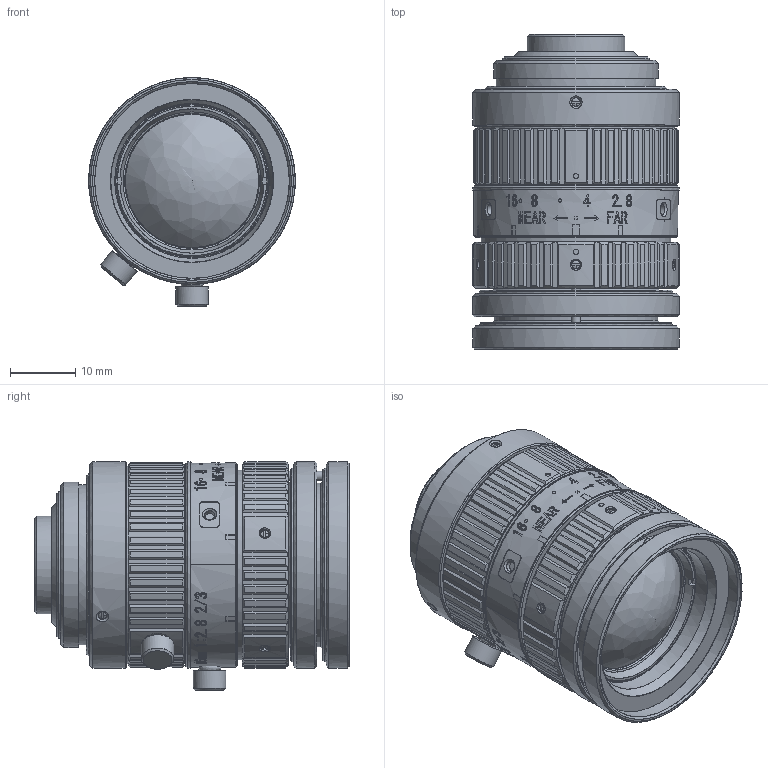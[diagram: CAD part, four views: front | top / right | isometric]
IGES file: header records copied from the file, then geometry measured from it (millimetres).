
Start section: C
Global section: file name: M1628-MPX_Outline_240925.igs; native system: By Siemens PLM Incorporated; preprocessor: XPlus GENERIC/IGES 24.1.129; author: CBC; organization: CBC; date: 20240925.171614; units: millimetre
Bounding box: 31.8 x 48.43 x 35.2 mm (x, y, z)
Surface area: 17117.2 mm2 (no closed solid volume)
Topology: 0 solids, 0 shells, 1236 faces, 6946 edges, 6943 vertices
Faces by surface type: bspline 1236
